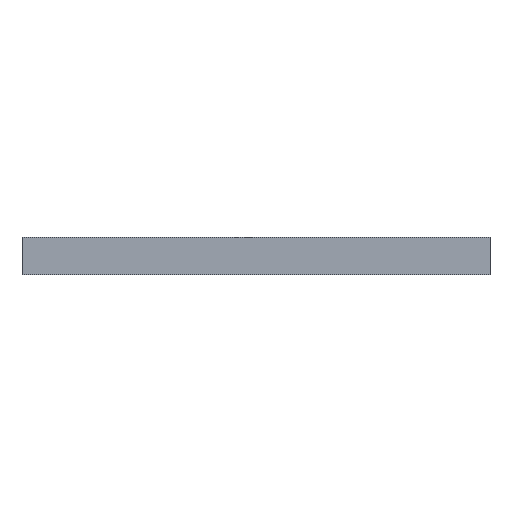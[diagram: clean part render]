
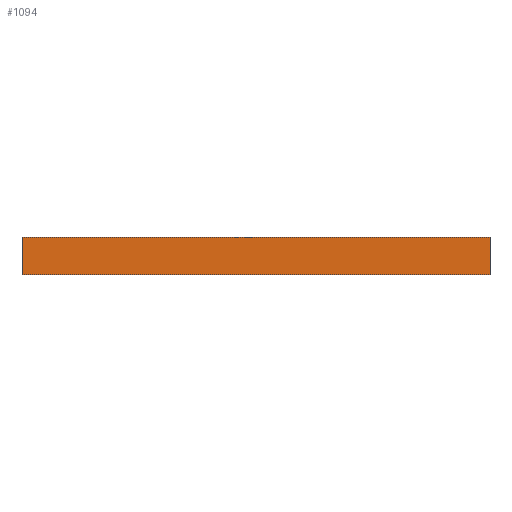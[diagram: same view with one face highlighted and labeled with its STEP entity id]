
A CAD part, front view. The second image highlights one B-rep face of the part: STEP entity #1094.
In plain terms, the highlighted planar face has unit normal (0, -1, 0).
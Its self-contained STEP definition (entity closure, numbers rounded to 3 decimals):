
#45=PLANE('',#1218);
#87=LINE('',#1681,#195);
#135=LINE('',#1830,#243);
#139=LINE('',#1836,#247);
#153=LINE('',#1867,#261);
#195=VECTOR('',#1347,10.);
#243=VECTOR('',#1493,10.);
#247=VECTOR('',#1499,10.);
#261=VECTOR('',#1539,10.);
#338=FACE_OUTER_BOUND('',#396,.T.);
#396=EDGE_LOOP('',(#997,#998,#999,#1000));
#498=VERTEX_POINT('',#1678);
#499=VERTEX_POINT('',#1680);
#550=VERTEX_POINT('',#1827);
#551=VERTEX_POINT('',#1829);
#619=EDGE_CURVE('',#499,#498,#87,.T.);
#693=EDGE_CURVE('',#550,#551,#135,.T.);
#697=EDGE_CURVE('',#499,#550,#139,.T.);
#713=EDGE_CURVE('',#498,#551,#153,.T.);
#997=ORIENTED_EDGE('',*,*,#713,.T.);
#998=ORIENTED_EDGE('',*,*,#693,.F.);
#999=ORIENTED_EDGE('',*,*,#697,.F.);
#1000=ORIENTED_EDGE('',*,*,#619,.T.);
#1094=ADVANCED_FACE('',(#338),#45,.T.);
#1218=AXIS2_PLACEMENT_3D('',#1868,#1540,#1541);
#1347=DIRECTION('',(1.,0.,0.));
#1493=DIRECTION('',(1.,0.,0.));
#1499=DIRECTION('',(0.,0.,1.));
#1539=DIRECTION('',(0.,0.,1.));
#1540=DIRECTION('center_axis',(0.,-1.,0.));
#1541=DIRECTION('ref_axis',(1.,0.,0.));
#1678=CARTESIAN_POINT('',(69.8,-4.843,-3.));
#1680=CARTESIAN_POINT('',(-5.,-4.843,-3.));
#1681=CARTESIAN_POINT('',(-5.,-4.843,-3.));
#1827=CARTESIAN_POINT('',(-5.,-4.843,3.));
#1829=CARTESIAN_POINT('',(69.8,-4.843,3.));
#1830=CARTESIAN_POINT('',(-5.,-4.843,3.));
#1836=CARTESIAN_POINT('',(-5.,-4.843,0.));
#1867=CARTESIAN_POINT('',(69.8,-4.843,0.));
#1868=CARTESIAN_POINT('Origin',(-5.,-4.843,0.));
